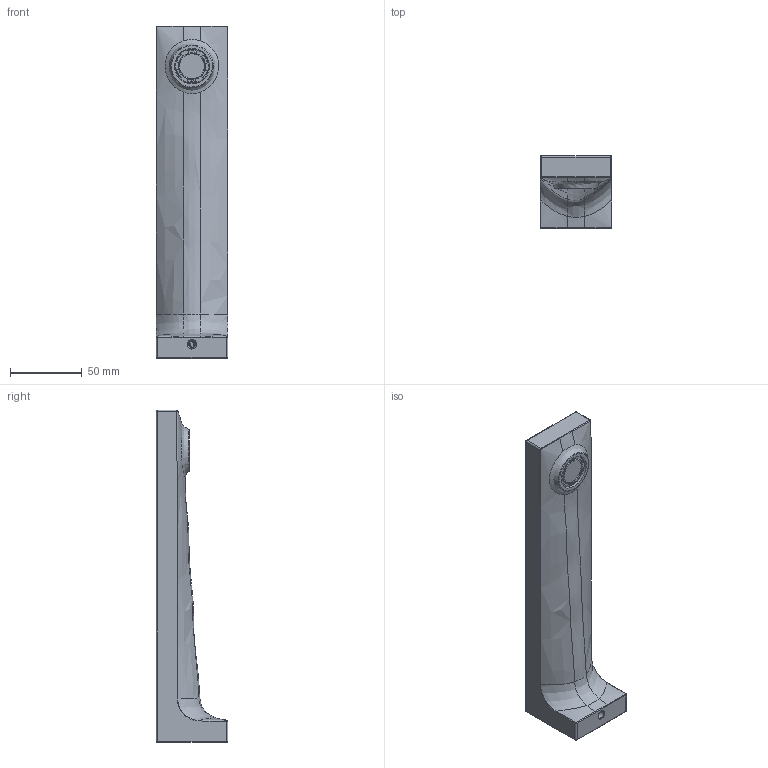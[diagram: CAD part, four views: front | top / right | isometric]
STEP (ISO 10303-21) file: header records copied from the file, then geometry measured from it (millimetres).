
FILE_DESCRIPTION(/* description */ (''),/* implementation_level */ '2;1');
FILE_NAME(/* name */ 'RF80 3D.stp',/* time_stamp */ '2019-11-06T12:38:27-05:00',/* author */ ('pcossett'),/* organization */ (''),/* preprocessor_version */ 'ST-DEVELOPER v16.13',/* originating_system */ 'Autodesk Inventor 2018',/* authorisation */ '');
FILE_SCHEMA (('AUTOMOTIVE_DESIGN { 1 0 10303 214 3 1 1 }'));
Length unit declared in the file: millimetre
Products named in the file (6): RF80; 3220; 010-480; 152-070; 227-151; 6676
Assembly tree (5 placements, depth 3):
  RF80
    3220
      010-480
      152-070
      227-151
      6676
Bounding box: 50 x 50 x 231 mm (x, y, z)
Volume: 133080.2 mm3; surface area: 64703.8 mm2
Topology: 5 solids, 6 shells, 328 faces, 785 edges, 451 vertices
Faces by surface type: cylinder 100, bspline 81, plane 55, torus 50, sphere 34, cone 8
Full cylindrical faces by diameter (mm): 2.5 x1, 5.5 x1, 14 x1, 16 x3, 17 x1, 17.45 x1, 18 x1, 18.5 x2, 20.4 x1, 22 x3, 22.918 x4, 23.202 x1, 23.75 x1, 24.5 x1, 46 x1
Entity records: 19311 total; most frequent: CARTESIAN_POINT 12347, ORIENTED_EDGE 1396, DIRECTION 1360, EDGE_CURVE 698, AXIS2_PLACEMENT_3D 603, VERTEX_POINT 433, EDGE_LOOP 379, CIRCLE 343
